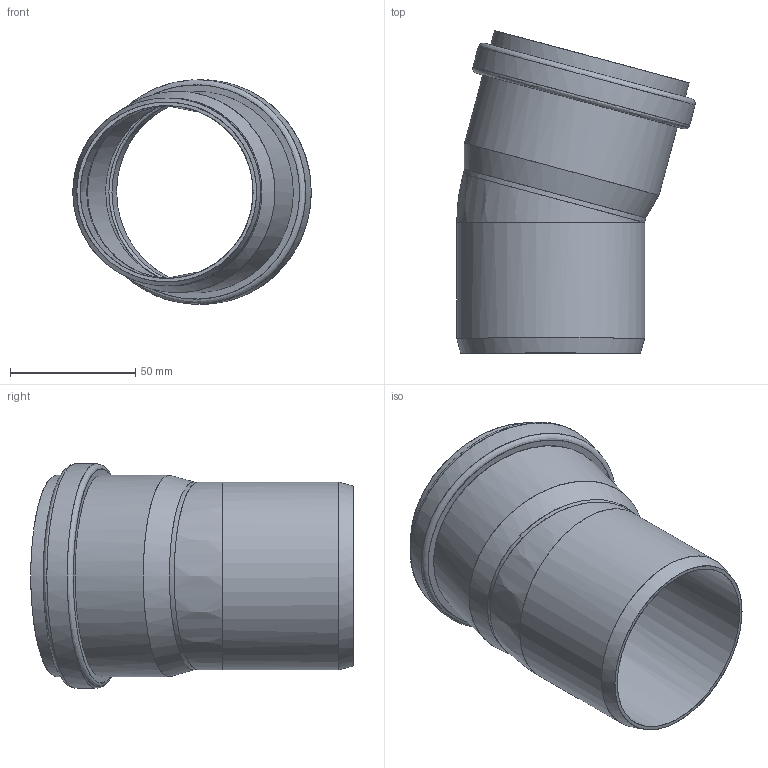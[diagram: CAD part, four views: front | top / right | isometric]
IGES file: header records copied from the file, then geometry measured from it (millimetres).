
Global section: file name: 01007_C15 75.igs; native system: NX V4.0; preprocessor: UGS NX IGES V5.0; date: 20090715.090308; units: millimetre
Bounding box: 95.21 x 128.74 x 89.48 mm (x, y, z)
Surface area: 62134.3 mm2 (no closed solid volume)
Topology: 0 solids, 0 shells, 27 faces, 305 edges, 280 vertices
Faces by surface type: bspline 27
